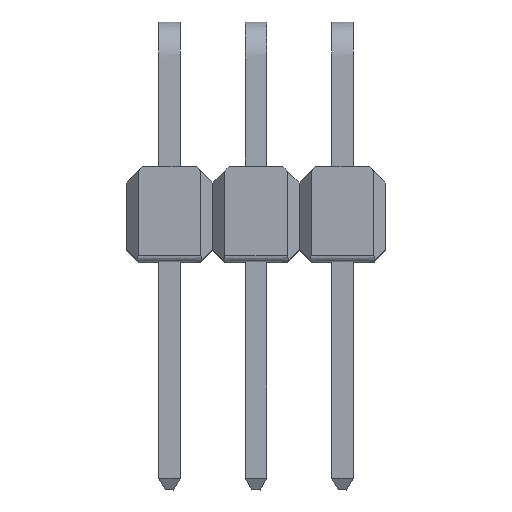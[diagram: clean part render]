
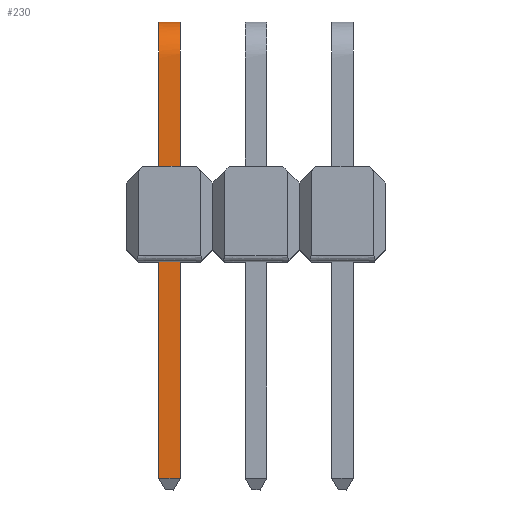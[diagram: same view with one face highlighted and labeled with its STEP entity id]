
A CAD part, top view. The second image highlights one B-rep face of the part: STEP entity #230.
In plain terms, the highlighted free-form (B-spline) face has degree [1, 2] with [2, 9] control points.
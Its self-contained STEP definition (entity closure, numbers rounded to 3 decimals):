
#230=ADVANCED_FACE('',(#470),#7872,.T.);
#470=FACE_OUTER_BOUND('',#715,.T.);
#715=EDGE_LOOP('',(#1183,#1184,#1185,#1186));
#1183=ORIENTED_EDGE('',*,*,#5388,.T.);
#1184=ORIENTED_EDGE('',*,*,#5378,.F.);
#1185=ORIENTED_EDGE('',*,*,#5389,.T.);
#1186=ORIENTED_EDGE('',*,*,#5385,.F.);
#2143=(
BOUNDED_CURVE()
B_SPLINE_CURVE(2,(#10157,#10158,#10159,#10160,#10161,#10162,#10163,#10164,
#10165),.UNSPECIFIED.,.F.,.F.)
B_SPLINE_CURVE_WITH_KNOTS((3,2,2,2,3),(-59.405,-47.092,
-45.388,-42.385,-39.845),.UNSPECIFIED.)
CURVE()
GEOMETRIC_REPRESENTATION_ITEM()
RATIONAL_B_SPLINE_CURVE((1.,1.,1.,0.707,1.,1.,1.,1.,1.))
REPRESENTATION_ITEM('')
);
#2144=(
BOUNDED_CURVE()
B_SPLINE_CURVE(2,(#10166,#10167,#10168,#10169,#10170,#10171,#10172,#10173,
#10174),.UNSPECIFIED.,.F.,.F.)
B_SPLINE_CURVE_WITH_KNOTS((3,2,2,2,3),(-59.405,-47.092,
-45.388,-42.385,-39.845),.UNSPECIFIED.)
CURVE()
GEOMETRIC_REPRESENTATION_ITEM()
RATIONAL_B_SPLINE_CURVE((1.,1.,1.,0.707,1.,1.,1.,1.,1.))
REPRESENTATION_ITEM('')
);
#2149=(
BOUNDED_CURVE()
B_SPLINE_CURVE(2,(#10235,#10236,#10237,#10238,#10239,#10240,#10241,#10242,
#10243),.UNSPECIFIED.,.F.,.F.)
B_SPLINE_CURVE_WITH_KNOTS((3,2,2,2,3),(39.845,42.385,
45.388,47.092,59.405),.UNSPECIFIED.)
CURVE()
GEOMETRIC_REPRESENTATION_ITEM()
RATIONAL_B_SPLINE_CURVE((1.,1.,1.,1.,1.,0.707,1.,1.,1.))
REPRESENTATION_ITEM('')
);
#2150=(
BOUNDED_CURVE()
B_SPLINE_CURVE(2,(#10244,#10245,#10246,#10247,#10248,#10249,#10250,#10251,
#10252),.UNSPECIFIED.,.F.,.F.)
B_SPLINE_CURVE_WITH_KNOTS((3,2,2,2,3),(39.845,42.385,
45.388,47.092,59.405),.UNSPECIFIED.)
CURVE()
GEOMETRIC_REPRESENTATION_ITEM()
RATIONAL_B_SPLINE_CURVE((1.,1.,1.,1.,1.,0.707,1.,1.,1.))
REPRESENTATION_ITEM('')
);
#2521=PCURVE('',#7934,#3715);
#2528=PCURVE('',#7935,#3722);
#2533=PCURVE('',#7872,#3727);
#2534=PCURVE('',#7872,#3728);
#2535=PCURVE('',#7872,#3729);
#2536=PCURVE('',#7872,#3730);
#2547=PCURVE('',#7938,#3741);
#2569=PCURVE('',#7944,#3763);
#3715=DEFINITIONAL_REPRESENTATION('',(#2144),#14317);
#3722=DEFINITIONAL_REPRESENTATION('',(#2150),#14317);
#3727=DEFINITIONAL_REPRESENTATION('',(#6219),#14317);
#3728=DEFINITIONAL_REPRESENTATION('',(#6220),#14317);
#3729=DEFINITIONAL_REPRESENTATION('',(#6222),#14317);
#3730=DEFINITIONAL_REPRESENTATION('',(#6223),#14317);
#3741=DEFINITIONAL_REPRESENTATION('',(#6241),#14317);
#3763=DEFINITIONAL_REPRESENTATION('',(#6271),#14317);
#4781=SURFACE_CURVE('',#2143,(#2521,#2534),.PCURVE_S1.);
#4788=SURFACE_CURVE('',#2149,(#2528,#2536),.PCURVE_S1.);
#4791=SURFACE_CURVE('',#6218,(#2533,#2569),.PCURVE_S1.);
#4792=SURFACE_CURVE('',#6221,(#2535,#2547),.PCURVE_S1.);
#5378=EDGE_CURVE('',#7573,#7576,#4781,.T.);
#5385=EDGE_CURVE('',#7580,#7577,#4788,.T.);
#5388=EDGE_CURVE('',#7580,#7576,#4791,.T.);
#5389=EDGE_CURVE('',#7573,#7577,#4792,.T.);
#6218=B_SPLINE_CURVE_WITH_KNOTS('',1,(#10265,#10266),.UNSPECIFIED.,.F.,.F.,
(2,2),(0.,0.63),.UNSPECIFIED.);
#6219=B_SPLINE_CURVE_WITH_KNOTS('',1,(#10267,#10268),.UNSPECIFIED.,.F.,.F.,
(2,2),(0.,0.63),.UNSPECIFIED.);
#6220=B_SPLINE_CURVE_WITH_KNOTS('',1,(#10269,#10270),.UNSPECIFIED.,.F.,.F.,
(2,2),(-59.405,-39.845),.UNSPECIFIED.);
#6221=B_SPLINE_CURVE_WITH_KNOTS('',1,(#10271,#10272),.UNSPECIFIED.,.F.,.F.,
(2,2),(0.,0.63),.UNSPECIFIED.);
#6222=B_SPLINE_CURVE_WITH_KNOTS('',1,(#10273,#10274),.UNSPECIFIED.,.F.,.F.,
(2,2),(0.,0.63),.UNSPECIFIED.);
#6223=B_SPLINE_CURVE_WITH_KNOTS('',1,(#10275,#10276),.UNSPECIFIED.,.F.,.F.,
(2,2),(39.845,59.405),.UNSPECIFIED.);
#6241=B_SPLINE_CURVE_WITH_KNOTS('',1,(#10311,#10312),.UNSPECIFIED.,.F.,.F.,
(2,2),(0.,0.63),.UNSPECIFIED.);
#6271=B_SPLINE_CURVE_WITH_KNOTS('',1,(#10371,#10372),.UNSPECIFIED.,.F.,.F.,
(2,2),(0.,0.63),.UNSPECIFIED.);
#7573=VERTEX_POINT('',#10141);
#7576=VERTEX_POINT('',#10144);
#7577=VERTEX_POINT('',#10145);
#7580=VERTEX_POINT('',#10148);
#7872=(
BOUNDED_SURFACE()
B_SPLINE_SURFACE(1,2,((#10113,#10114,#10115,#10116,#10117,#10118,#10119,
#10120,#10121),(#10122,#10123,#10124,#10125,#10126,#10127,#10128,#10129,
#10130)),.UNSPECIFIED.,.F.,.F.,.F.)
B_SPLINE_SURFACE_WITH_KNOTS((2,2),(3,2,2,2,3),(0.,0.63),(39.845,
42.385,45.388,47.092,59.405),
 .UNSPECIFIED.)
GEOMETRIC_REPRESENTATION_ITEM()
RATIONAL_B_SPLINE_SURFACE(((1.,1.,1.,1.,1.,0.707,1.,1.,1.),(1.,
1.,1.,1.,1.,0.707,1.,1.,1.)))
REPRESENTATION_ITEM('')
SURFACE()
);
#7934=PLANE('',#8155);
#7935=PLANE('',#8156);
#7938=PLANE('',#8159);
#7944=PLANE('',#8165);
#8155=AXIS2_PLACEMENT_3D('',#10089,#8360,$);
#8156=AXIS2_PLACEMENT_3D('',#10090,#8361,$);
#8159=AXIS2_PLACEMENT_3D('',#10133,#8364,$);
#8165=AXIS2_PLACEMENT_3D('',#10139,#8370,$);
#8360=DIRECTION('',(-1.,0.,0.));
#8361=DIRECTION('',(1.,0.,0.));
#8364=DIRECTION('',(0.,-0.488,0.873));
#8370=DIRECTION('',(0.,0.873,-0.488));
#10089=CARTESIAN_POINT('',(-0.315,-10.543,4.675));
#10090=CARTESIAN_POINT('',(0.315,-10.543,4.675));
#10113=CARTESIAN_POINT('',(0.315,2.855,-2.86));
#10114=CARTESIAN_POINT('',(0.315,2.855,-1.59));
#10115=CARTESIAN_POINT('',(0.315,2.855,-0.32));
#10116=CARTESIAN_POINT('',(0.315,2.855,1.635));
#10117=CARTESIAN_POINT('',(0.315,2.855,3.59));
#10118=CARTESIAN_POINT('',(0.315,2.855,4.675));
#10119=CARTESIAN_POINT('',(0.315,1.77,4.675));
#10120=CARTESIAN_POINT('',(0.315,-4.386,4.675));
#10121=CARTESIAN_POINT('',(0.315,-10.543,4.675));
#10122=CARTESIAN_POINT('',(-0.316,2.855,-2.86));
#10123=CARTESIAN_POINT('',(-0.316,2.855,-1.59));
#10124=CARTESIAN_POINT('',(-0.316,2.855,-0.32));
#10125=CARTESIAN_POINT('',(-0.316,2.855,1.635));
#10126=CARTESIAN_POINT('',(-0.316,2.855,3.59));
#10127=CARTESIAN_POINT('',(-0.316,2.855,4.675));
#10128=CARTESIAN_POINT('',(-0.316,1.77,4.675));
#10129=CARTESIAN_POINT('',(-0.315,-4.387,4.675));
#10130=CARTESIAN_POINT('',(-0.315,-10.543,4.675));
#10133=CARTESIAN_POINT('',(-0.315,-10.883,4.485));
#10139=CARTESIAN_POINT('',(0.325,2.66,-3.209));
#10141=CARTESIAN_POINT('',(-0.315,-10.543,4.675));
#10144=CARTESIAN_POINT('',(-0.316,2.855,-2.86));
#10145=CARTESIAN_POINT('',(0.315,-10.543,4.675));
#10148=CARTESIAN_POINT('',(0.315,2.855,-2.86));
#10157=CARTESIAN_POINT('',(-0.315,-10.543,4.675));
#10158=CARTESIAN_POINT('',(-0.315,-4.387,4.675));
#10159=CARTESIAN_POINT('',(-0.316,1.77,4.675));
#10160=CARTESIAN_POINT('',(-0.316,2.855,4.675));
#10161=CARTESIAN_POINT('',(-0.316,2.855,3.59));
#10162=CARTESIAN_POINT('',(-0.316,2.855,1.635));
#10163=CARTESIAN_POINT('',(-0.316,2.855,-0.32));
#10164=CARTESIAN_POINT('',(-0.316,2.855,-1.59));
#10165=CARTESIAN_POINT('',(-0.316,2.855,-2.86));
#10166=CARTESIAN_POINT('',(0.,0.));
#10167=CARTESIAN_POINT('',(6.157,0.));
#10168=CARTESIAN_POINT('',(12.313,0.));
#10169=CARTESIAN_POINT('',(13.398,0.));
#10170=CARTESIAN_POINT('',(13.398,1.085));
#10171=CARTESIAN_POINT('',(13.398,3.04));
#10172=CARTESIAN_POINT('',(13.398,4.995));
#10173=CARTESIAN_POINT('',(13.398,6.265));
#10174=CARTESIAN_POINT('',(13.398,7.535));
#10235=CARTESIAN_POINT('',(0.315,2.855,-2.86));
#10236=CARTESIAN_POINT('',(0.315,2.855,-1.59));
#10237=CARTESIAN_POINT('',(0.315,2.855,-0.32));
#10238=CARTESIAN_POINT('',(0.315,2.855,1.635));
#10239=CARTESIAN_POINT('',(0.315,2.855,3.59));
#10240=CARTESIAN_POINT('',(0.315,2.855,4.675));
#10241=CARTESIAN_POINT('',(0.315,1.77,4.675));
#10242=CARTESIAN_POINT('',(0.315,-4.387,4.675));
#10243=CARTESIAN_POINT('',(0.315,-10.543,4.675));
#10244=CARTESIAN_POINT('',(7.535,13.398));
#10245=CARTESIAN_POINT('',(6.265,13.398));
#10246=CARTESIAN_POINT('',(4.995,13.398));
#10247=CARTESIAN_POINT('',(3.04,13.398));
#10248=CARTESIAN_POINT('',(1.085,13.398));
#10249=CARTESIAN_POINT('',(0.,13.398));
#10250=CARTESIAN_POINT('',(0.,12.313));
#10251=CARTESIAN_POINT('',(0.,6.157));
#10252=CARTESIAN_POINT('',(0.,0.));
#10265=CARTESIAN_POINT('',(0.315,2.855,-2.86));
#10266=CARTESIAN_POINT('',(-0.316,2.855,-2.86));
#10267=CARTESIAN_POINT('',(0.,39.845));
#10268=CARTESIAN_POINT('',(0.63,39.845));
#10269=CARTESIAN_POINT('',(0.63,59.405));
#10270=CARTESIAN_POINT('',(0.63,39.845));
#10271=CARTESIAN_POINT('',(-0.315,-10.543,4.675));
#10272=CARTESIAN_POINT('',(0.315,-10.543,4.675));
#10273=CARTESIAN_POINT('',(0.63,59.405));
#10274=CARTESIAN_POINT('',(0.,59.405));
#10275=CARTESIAN_POINT('',(0.,39.845));
#10276=CARTESIAN_POINT('',(0.,59.405));
#10311=CARTESIAN_POINT('',(-0.19,0.389));
#10312=CARTESIAN_POINT('',(0.44,0.389));
#10371=CARTESIAN_POINT('',(-0.63,0.));
#10372=CARTESIAN_POINT('',(0.,0.));
#14317=(
GEOMETRIC_REPRESENTATION_CONTEXT(2)
PARAMETRIC_REPRESENTATION_CONTEXT()
REPRESENTATION_CONTEXT('pspace','')
);
